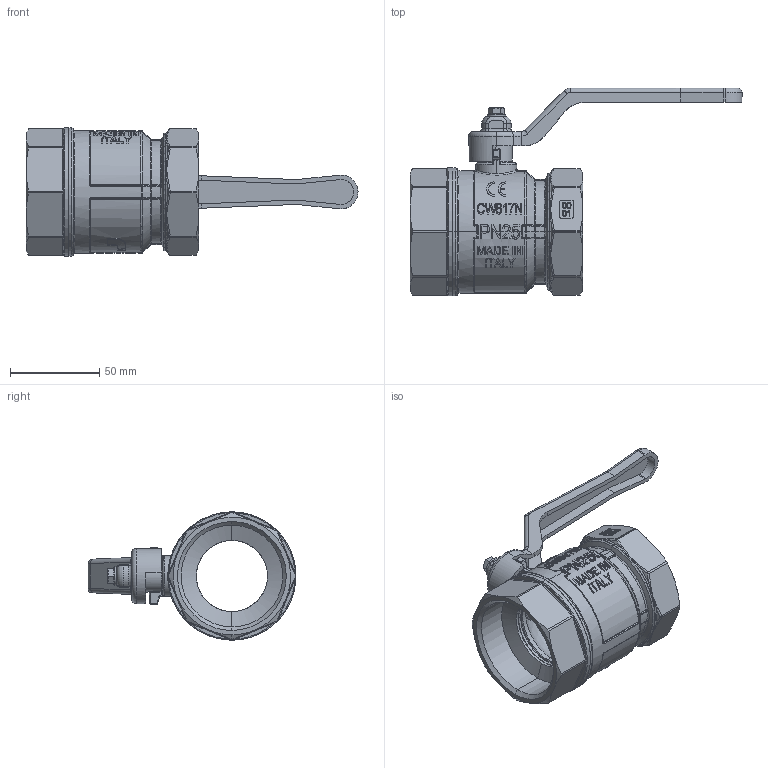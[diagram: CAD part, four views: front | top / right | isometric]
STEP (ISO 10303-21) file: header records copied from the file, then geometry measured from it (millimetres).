
FILE_DESCRIPTION (( 'STEP AP214' ), '1' );
FILE_NAME ('IT-ORIENT11109_R.STEP', '2018-09-21T15:06:31', ( '' ), ( '' ), 'SwSTEP 2.0', 'SolidWorks 2018', '' );
FILE_SCHEMA (( 'AUTOMOTIVE_DESIGN' ));
Length unit declared in the file: millimetre
Products named in the file (1): IT-ORIENT11109_R
Bounding box: 186.49 x 116.78 x 72 mm (x, y, z)
Surface area: 58001.4 mm2 (no closed solid volume)
Topology: 0 solids, 7 shells, 1205 faces, 3064 edges, 1861 vertices
Faces by surface type: plane 388, bspline 374, cylinder 257, torus 113, cone 59, sphere 14
Entity records: 59052 total; most frequent: CARTESIAN_POINT 38180, ORIENTED_EDGE 5887, EDGE_CURVE 2999, B_SPLINE_CURVE_WITH_KNOTS 2838, VERTEX_POINT 1861, DIRECTION 1672, EDGE_LOOP 1277, ADVANCED_FACE 1205
